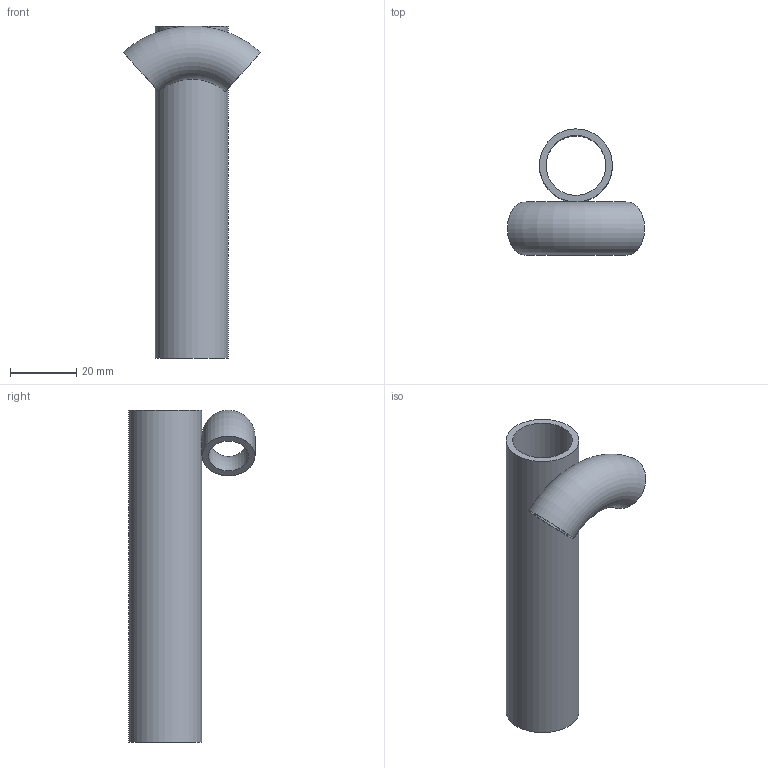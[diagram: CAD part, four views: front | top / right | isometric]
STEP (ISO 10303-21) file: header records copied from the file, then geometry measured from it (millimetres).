
FILE_DESCRIPTION(/* description */ (''),/* implementation_level */ '2;1');
FILE_NAME(/* name */ 'Versuch1.stp',/* time_stamp */ '2017-08-07T15:53:58+02:00',/* author */ ('bobermayer'),/* organization */ (''),/* preprocessor_version */ 'ST-DEVELOPER v16.13',/* originating_system */ 'Autodesk Inventor 2018',/* authorisation */ '');
FILE_SCHEMA (('AUTOMOTIVE_DESIGN { 1 0 10303 214 3 1 1 }'));
Length unit declared in the file: millimetre
Products named in the file (3): Versuch1; Rohr gerade; Rohr gebogen
Assembly tree (2 placements, depth 2):
  Versuch1
    Rohr gerade
    Rohr gebogen
Bounding box: 41.38 x 38 x 100 mm (x, y, z)
Volume: 15524.6 mm3; surface area: 15951.8 mm2
Topology: 2 solids, 2 shells, 8 faces, 12 edges, 8 vertices
Faces by surface type: plane 4, cylinder 2, torus 2
Full cylindrical faces by diameter (mm): 18 x1, 22 x1
Entity records: 282 total; most frequent: DIRECTION 42, CARTESIAN_POINT 29, AXIS2_PLACEMENT_3D 21, EDGE_LOOP 16, ORIENTED_EDGE 16, FACE_BOUND 8, FACE_OUTER_BOUND 8, CIRCLE 8
